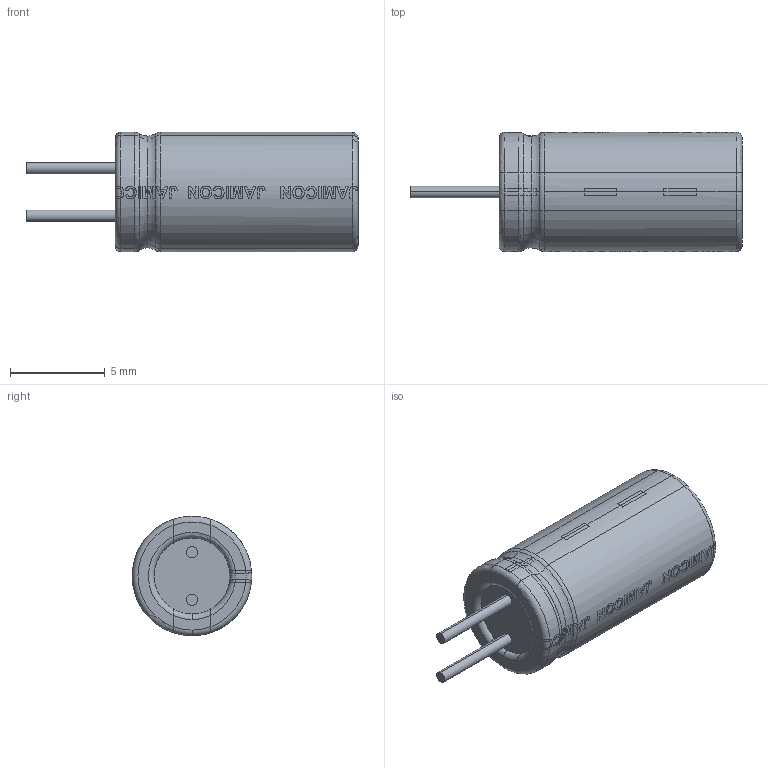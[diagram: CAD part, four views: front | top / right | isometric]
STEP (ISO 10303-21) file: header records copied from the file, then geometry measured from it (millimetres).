
FILE_DESCRIPTION (( 'STEP AP214' ), '1' );
FILE_NAME ('El_2.5_6.3_12.8_Black.STEP', '2023-07-15T05:57:46', ( 'Yurii' ), ( '' ), 'SwSTEP 2.0', 'SolidWorks 2019', '' );
FILE_SCHEMA (( 'AUTOMOTIVE_DESIGN' ));
Length unit declared in the file: millimetre
Products named in the file (1): El_2.5_6.3_12.8_Black
Bounding box: 17.5 x 6.3 x 6.3 mm (x, y, z)
Volume: 390 mm3; surface area: 337.3 mm2
Topology: 1 solids, 1 shells, 193 faces, 732 edges, 582 vertices
Faces by surface type: cylinder 81, torus 80, plane 32
Entity records: 11656 total; most frequent: CARTESIAN_POINT 3639, ORIENTED_EDGE 1464, DIRECTION 988, EDGE_CURVE 732, VERTEX_POINT 582, AXIS2_PLACEMENT_3D 417, B_SPLINE_CURVE_WITH_KNOTS 288, EDGE_LOOP 234
